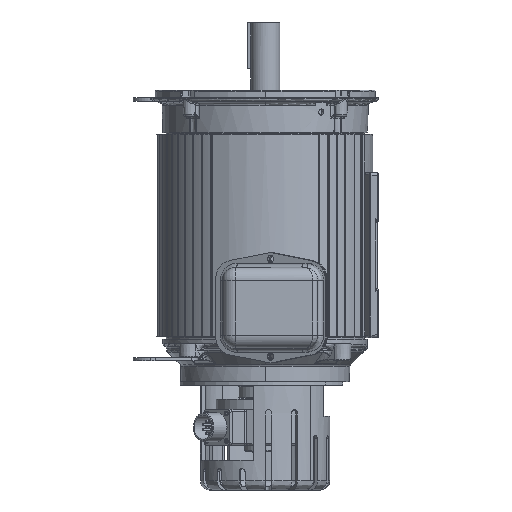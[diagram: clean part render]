
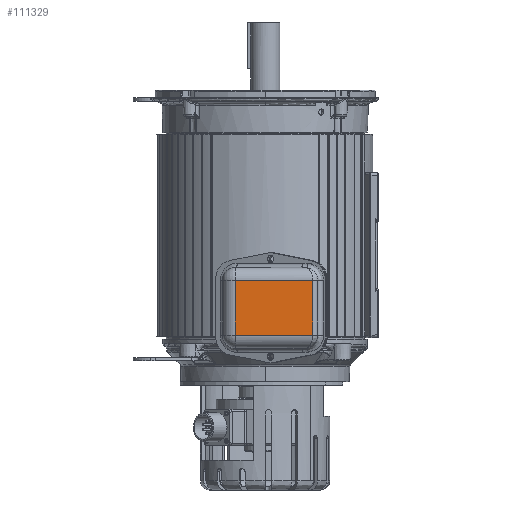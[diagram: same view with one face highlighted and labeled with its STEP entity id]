
A CAD part, left-side view. The second image highlights one B-rep face of the part: STEP entity #111329.
In plain terms, the highlighted planar face has unit normal (-1, 0, 0).
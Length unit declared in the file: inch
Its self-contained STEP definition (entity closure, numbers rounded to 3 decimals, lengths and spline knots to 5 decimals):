
#6340 = DIRECTION ( 'NONE',  ( 0., 0., -1. ) ) ;
#6838 = VERTEX_POINT ( 'NONE', #134112 ) ;
#7050 = FACE_OUTER_BOUND ( 'NONE', #48729, .T. ) ;
#9533 = ORIENTED_EDGE ( 'NONE', *, *, #94068, .F. ) ;
#10723 = DIRECTION ( 'NONE',  ( 0., 1., 0. ) ) ;
#13011 = ORIENTED_EDGE ( 'NONE', *, *, #129882, .F. ) ;
#23031 = CARTESIAN_POINT ( 'NONE',  ( -7.61406, 1.14965, -3.869 ) ) ;
#28125 = CARTESIAN_POINT ( 'NONE',  ( -7.61406, 1.64965, -2.809 ) ) ;
#35141 = VECTOR ( 'NONE', #10723, 39.37008 ) ;
#36743 = VERTEX_POINT ( 'NONE', #49997 ) ;
#42225 = CARTESIAN_POINT ( 'NONE',  ( -7.61406, -1.83255, -2.809 ) ) ;
#48729 = EDGE_LOOP ( 'NONE', ( #105897, #9533, #13011, #139183 ) ) ;
#49896 = PLANE ( 'NONE',  #85104 ) ;
#49997 = CARTESIAN_POINT ( 'NONE',  ( -7.61406, 1.14965, -3.869 ) ) ;
#50860 = LINE ( 'NONE', #138785, #57245 ) ;
#53051 = DIRECTION ( 'NONE',  ( 0., -1., 0. ) ) ;
#57245 = VECTOR ( 'NONE', #53051, 39.37008 ) ;
#63993 = LINE ( 'NONE', #42225, #91680 ) ;
#64525 = CARTESIAN_POINT ( 'NONE',  ( -7.61406, -1.83255, -3.869 ) ) ;
#78240 = LINE ( 'NONE', #23031, #143839 ) ;
#82333 = VERTEX_POINT ( 'NONE', #64525 ) ;
#82749 = EDGE_CURVE ( 'NONE', #97253, #82333, #63993, .T. ) ;
#85104 = AXIS2_PLACEMENT_3D ( 'NONE', #28125, #138547, #6340 ) ;
#89155 = CARTESIAN_POINT ( 'NONE',  ( -7.61406, -2.04035, -3.869 ) ) ;
#91680 = VECTOR ( 'NONE', #119216, 39.37008 ) ;
#94068 = EDGE_CURVE ( 'NONE', #36743, #6838, #78240, .T. ) ;
#97253 = VERTEX_POINT ( 'NONE', #116794 ) ;
#105897 = ORIENTED_EDGE ( 'NONE', *, *, #142011, .F. ) ;
#111329 = ADVANCED_FACE ( 'NONE', ( #7050 ), #49896, .F. ) ;
#111607 = DIRECTION ( 'NONE',  ( 0., 0., 1. ) ) ;
#111636 = LINE ( 'NONE', #89155, #35141 ) ;
#116794 = CARTESIAN_POINT ( 'NONE',  ( -7.61406, -1.83255, -1.749 ) ) ;
#119216 = DIRECTION ( 'NONE',  ( 0., 0., -1. ) ) ;
#129882 = EDGE_CURVE ( 'NONE', #82333, #36743, #111636, .T. ) ;
#134112 = CARTESIAN_POINT ( 'NONE',  ( -7.61406, 1.14965, -1.749 ) ) ;
#138547 = DIRECTION ( 'NONE',  ( 1., 0., 0. ) ) ;
#138785 = CARTESIAN_POINT ( 'NONE',  ( -7.61406, 1.14965, -1.749 ) ) ;
#139183 = ORIENTED_EDGE ( 'NONE', *, *, #82749, .F. ) ;
#142011 = EDGE_CURVE ( 'NONE', #6838, #97253, #50860, .T. ) ;
#143839 = VECTOR ( 'NONE', #111607, 39.37008 ) ;
